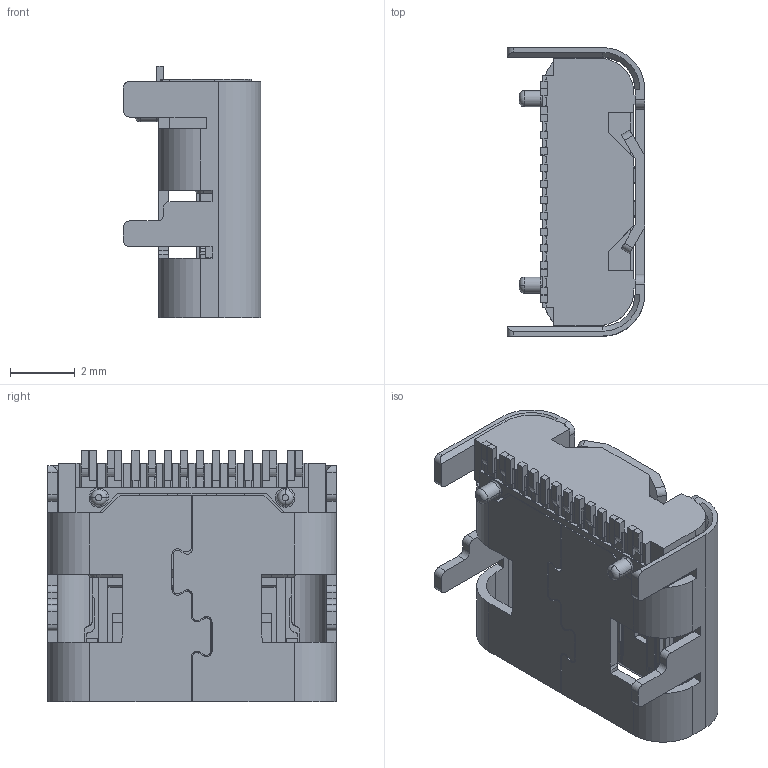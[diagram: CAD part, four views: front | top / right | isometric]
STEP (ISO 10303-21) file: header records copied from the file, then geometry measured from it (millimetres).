
FILE_DESCRIPTION (( 'STEP AP203' ), '1' );
FILE_NAME ('HYS-TYPE-C16PIN啣奻7.4.STEP', '2021-11-26T07:56:29', ( '' ), ( '' ), 'SwSTEP 2.0', 'SolidWorks 2020', '' );
FILE_SCHEMA (( 'CONFIG_CONTROL_DESIGN' ));
Length unit declared in the file: millimetre
Products named in the file (6): 16PIN詩え; 啣奻7.35; 狟齬B; HYS-TYPE-C16PIN啣奻7.4; 奻齬A; 16P呿蝶
Assembly tree (5 placements, depth 2):
  HYS-TYPE-C16PIN啣奻7.4
    奻齬A
    狟齬B
    16P呿蝶
    16PIN詩え
    啣奻7.35
Bounding box: 4.26 x 8.94 x 7.79 mm (x, y, z)
Volume: 104.6 mm3; surface area: 769.5 mm2
Topology: 29 solids, 29 shells, 2295 faces, 6831 edges, 4500 vertices
Faces by surface type: plane 1655, cylinder 622, cone 10, bspline 4, torus 4
Entity records: 78036 total; most frequent: CARTESIAN_POINT 16194, ORIENTED_EDGE 13662, DIRECTION 11616, EDGE_CURVE 6831, LINE 5384, VECTOR 5384, VERTEX_POINT 4500, AXIS2_PLACEMENT_3D 3116
